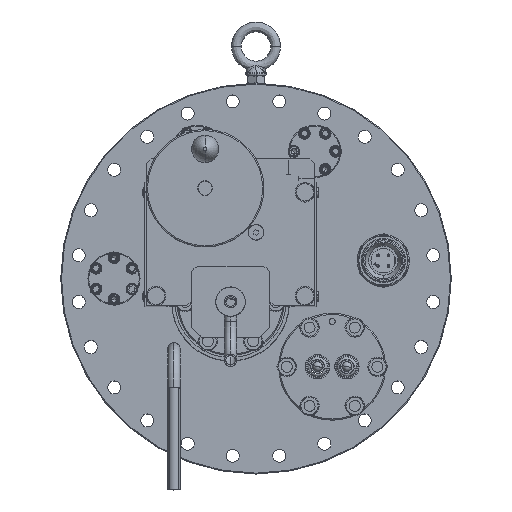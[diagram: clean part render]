
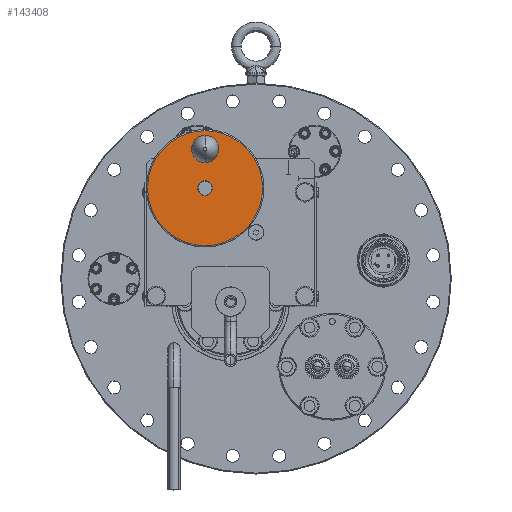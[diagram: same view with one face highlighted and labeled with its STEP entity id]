
A CAD part, top view. The second image highlights one B-rep face of the part: STEP entity #143408.
In plain terms, the highlighted planar face has unit normal (0, 0, 1).
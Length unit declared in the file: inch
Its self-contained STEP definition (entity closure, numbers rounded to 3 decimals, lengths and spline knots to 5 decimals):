
#1444 = CARTESIAN_POINT ( 'NONE',  ( -3.34301, 8.76312, 23.60401 ) ) ;
#3151 = CIRCLE ( 'NONE', #87164, 0.25 ) ;
#5458 = CIRCLE ( 'NONE', #50422, 0.188 ) ;
#5862 = ORIENTED_EDGE ( 'NONE', *, *, #31883, .F. ) ;
#12760 = DIRECTION ( 'NONE',  ( 1., 0., 0. ) ) ;
#16544 = CIRCLE ( 'NONE', #100671, 0.25 ) ;
#19933 = VERTEX_POINT ( 'NONE', #104994 ) ;
#20551 = AXIS2_PLACEMENT_3D ( 'NONE', #124890, #57064, #136176 ) ;
#25608 = ORIENTED_EDGE ( 'NONE', *, *, #72977, .T. ) ;
#31883 = EDGE_CURVE ( 'NONE', #19933, #62115, #3151, .T. ) ;
#33704 = DIRECTION ( 'NONE',  ( 0., 0., -1. ) ) ;
#35232 = FACE_BOUND ( 'NONE', #51169, .T. ) ;
#36238 = DIRECTION ( 'NONE',  ( 0., 0., -1. ) ) ;
#36329 = VERTEX_POINT ( 'NONE', #91001 ) ;
#37270 = CARTESIAN_POINT ( 'NONE',  ( -3.34301, 7.76312, 23.60401 ) ) ;
#39570 = DIRECTION ( 'NONE',  ( 0., 0., 1. ) ) ;
#41881 = EDGE_LOOP ( 'NONE', ( #5862, #54290 ) ) ;
#42105 = VERTEX_POINT ( 'NONE', #68389 ) ;
#48656 = DIRECTION ( 'NONE',  ( -1., 0., 0. ) ) ;
#50422 = AXIS2_PLACEMENT_3D ( 'NONE', #101615, #33704, #113006 ) ;
#51169 = EDGE_LOOP ( 'NONE', ( #95505, #25608 ) ) ;
#54290 = ORIENTED_EDGE ( 'NONE', *, *, #103779, .F. ) ;
#54436 = ORIENTED_EDGE ( 'NONE', *, *, #65718, .T. ) ;
#55084 = EDGE_LOOP ( 'NONE', ( #83099, #54436 ) ) ;
#56316 = EDGE_CURVE ( 'NONE', #140255, #36329, #64849, .T. ) ;
#57064 = DIRECTION ( 'NONE',  ( 0., 0., 1. ) ) ;
#62115 = VERTEX_POINT ( 'NONE', #107666 ) ;
#62249 = CARTESIAN_POINT ( 'NONE',  ( -3.53101, 7.76312, 23.60401 ) ) ;
#64849 = CIRCLE ( 'NONE', #20551, 1.46875 ) ;
#65300 = FACE_BOUND ( 'NONE', #41881, .T. ) ;
#65718 = EDGE_CURVE ( 'NONE', #36329, #140255, #75977, .T. ) ;
#67302 = CARTESIAN_POINT ( 'NONE',  ( -3.34301, 8.76312, 23.60401 ) ) ;
#68389 = CARTESIAN_POINT ( 'NONE',  ( -3.15501, 7.76312, 23.60401 ) ) ;
#72977 = EDGE_CURVE ( 'NONE', #42105, #106427, #5458, .T. ) ;
#75977 = CIRCLE ( 'NONE', #91459, 1.46875 ) ;
#78657 = DIRECTION ( 'NONE',  ( 1., 0., 0. ) ) ;
#80656 = DIRECTION ( 'NONE',  ( 0., 0., 1. ) ) ;
#83099 = ORIENTED_EDGE ( 'NONE', *, *, #56316, .T. ) ;
#87164 = AXIS2_PLACEMENT_3D ( 'NONE', #67302, #146371, #78657 ) ;
#91001 = CARTESIAN_POINT ( 'NONE',  ( -1.87426, 7.76312, 23.60401 ) ) ;
#91459 = AXIS2_PLACEMENT_3D ( 'NONE', #107503, #39570, #118817 ) ;
#95505 = ORIENTED_EDGE ( 'NONE', *, *, #105752, .T. ) ;
#100652 = CARTESIAN_POINT ( 'NONE',  ( -4.81176, 7.76312, 23.60401 ) ) ;
#100671 = AXIS2_PLACEMENT_3D ( 'NONE', #1444, #80656, #12760 ) ;
#101615 = CARTESIAN_POINT ( 'NONE',  ( -3.34301, 7.76312, 23.60401 ) ) ;
#102404 = AXIS2_PLACEMENT_3D ( 'NONE', #37270, #116539, #48656 ) ;
#103779 = EDGE_CURVE ( 'NONE', #62115, #19933, #16544, .T. ) ;
#104119 = CARTESIAN_POINT ( 'NONE',  ( -3.34301, 7.76312, 23.60401 ) ) ;
#104994 = CARTESIAN_POINT ( 'NONE',  ( -3.34301, 9.01312, 23.60401 ) ) ;
#105752 = EDGE_CURVE ( 'NONE', #106427, #42105, #128469, .T. ) ;
#106427 = VERTEX_POINT ( 'NONE', #62249 ) ;
#107503 = CARTESIAN_POINT ( 'NONE',  ( -3.34301, 7.76312, 23.60401 ) ) ;
#107600 = AXIS2_PLACEMENT_3D ( 'NONE', #104119, #36238, #115480 ) ;
#107666 = CARTESIAN_POINT ( 'NONE',  ( -3.34301, 8.51312, 23.60401 ) ) ;
#113006 = DIRECTION ( 'NONE',  ( -1., 0., 0. ) ) ;
#115480 = DIRECTION ( 'NONE',  ( -1., 0., 0. ) ) ;
#116081 = PLANE ( 'NONE',  #102404 ) ;
#116539 = DIRECTION ( 'NONE',  ( 0., 0., -1. ) ) ;
#118817 = DIRECTION ( 'NONE',  ( -1., 0., 0. ) ) ;
#122013 = FACE_OUTER_BOUND ( 'NONE', #55084, .T. ) ;
#124890 = CARTESIAN_POINT ( 'NONE',  ( -3.34301, 7.76312, 23.60401 ) ) ;
#128469 = CIRCLE ( 'NONE', #107600, 0.188 ) ;
#136176 = DIRECTION ( 'NONE',  ( -1., 0., 0. ) ) ;
#140255 = VERTEX_POINT ( 'NONE', #100652 ) ;
#143408 = ADVANCED_FACE ( 'NONE', ( #35232, #122013, #65300 ), #116081, .F. ) ;
#146371 = DIRECTION ( 'NONE',  ( 0., 0., 1. ) ) ;
